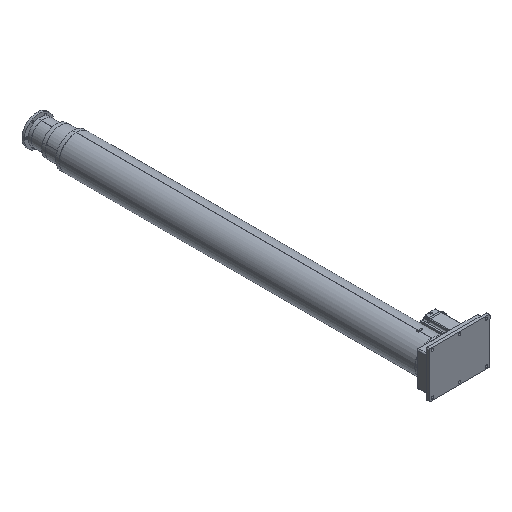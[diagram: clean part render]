
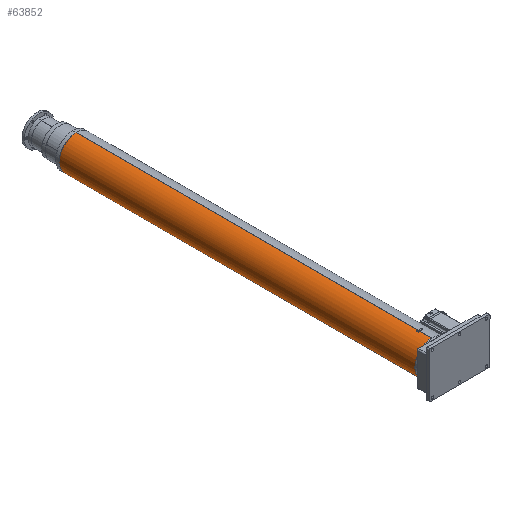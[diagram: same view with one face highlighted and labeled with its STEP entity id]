
A CAD part, isometric view. The second image highlights one B-rep face of the part: STEP entity #63852.
In plain terms, the highlighted cylindrical face has radius 73.5 mm (diameter 147 mm), a partial arc.
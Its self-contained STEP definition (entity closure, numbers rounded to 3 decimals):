
#381 = CARTESIAN_POINT ( 'NONE',  ( -73.502, 0., 1547. ) ) ;
#642 = CARTESIAN_POINT ( 'NONE',  ( -44.837, -58.444, 1547. ) ) ;
#840 = EDGE_CURVE ( 'NONE', #33286, #4596, #20220, .T. ) ;
#1785 = CARTESIAN_POINT ( 'NONE',  ( -73.5, 0., 0. ) ) ;
#4175 = DIRECTION ( 'NONE',  ( 0., 0., -1. ) ) ;
#4596 = VERTEX_POINT ( 'NONE', #1785 ) ;
#6245 = CARTESIAN_POINT ( 'NONE',  ( 66.069, -32.574, 1547. ) ) ;
#6589 = CARTESIAN_POINT ( 'NONE',  ( -73.031, -9.622, 1547. ) ) ;
#6752 = DIRECTION ( 'NONE',  ( 1., 0., 0. ) ) ;
#7572 = CARTESIAN_POINT ( 'NONE',  ( 73.5, 0., 1547. ) ) ;
#10790 = CARTESIAN_POINT ( 'NONE',  ( -55.378, -48.574, 1547. ) ) ;
#11136 = CARTESIAN_POINT ( 'NONE',  ( -69.751, -23.684, 1547. ) ) ;
#11484 = CARTESIAN_POINT ( 'NONE',  ( 19.059, -71.154, 1547. ) ) ;
#11758 = LINE ( 'NONE', #7572, #65673 ) ;
#11817 = CARTESIAN_POINT ( 'NONE',  ( -63.79, -36.837, 1547. ) ) ;
#12936 = VERTEX_POINT ( 'NONE', #24734 ) ;
#14286 = AXIS2_PLACEMENT_3D ( 'NONE', #54576, #59433, #6752 ) ;
#16023 = CARTESIAN_POINT ( 'NONE',  ( 55.378, -48.574, 1547. ) ) ;
#16093 = CYLINDRICAL_SURFACE ( 'NONE', #30075, 73.5 ) ;
#16420 = FACE_OUTER_BOUND ( 'NONE', #27053, .T. ) ;
#16676 = B_SPLINE_CURVE_WITH_KNOTS ( 'NONE', 3,
 ( #58948, #64530, #6589, #48135, #11136, #43942, #11817, #32425, #10790, #31349, #642, #47799, #53731, #27190, #59297, #21924, #32081, #43244, #64881, #11484, #37665, #38023, #33103, #32761, #17390, #16023, #54415, #54067, #6245, #21600, #21263, #27525, #49169, #38707 ),
 .UNSPECIFIED., .F., .F.,
 ( 4, 2, 2, 2, 2, 2, 2, 2, 2, 2, 2, 2, 2, 2, 2, 2, 4 ),
 ( 0.5, 0.531, 0.563, 0.594, 0.625, 0.656, 0.688, 0.719, 0.75, 0.781, 0.813, 0.844, 0.875, 0.906, 0.938, 0.969, 1. ),
 .UNSPECIFIED. ) ;
#17390 = CARTESIAN_POINT ( 'NONE',  ( 48.574, -55.378, 1547. ) ) ;
#20220 = LINE ( 'NONE', #62802, #52025 ) ;
#21263 = CARTESIAN_POINT ( 'NONE',  ( 71.154, -19.059, 1547. ) ) ;
#21600 = CARTESIAN_POINT ( 'NONE',  ( 69.751, -23.684, 1547. ) ) ;
#21924 = CARTESIAN_POINT ( 'NONE',  ( -9.622, -73.031, 1547. ) ) ;
#24734 = CARTESIAN_POINT ( 'NONE',  ( 73.502, 0., 1547. ) ) ;
#27053 = EDGE_LOOP ( 'NONE', ( #46949, #48707, #56278, #50981 ) ) ;
#27190 = CARTESIAN_POINT ( 'NONE',  ( -23.684, -69.751, 1547. ) ) ;
#27525 = CARTESIAN_POINT ( 'NONE',  ( 73.031, -9.622, 1547. ) ) ;
#28909 = EDGE_CURVE ( 'NONE', #33286, #12936, #16676, .T. ) ;
#30075 = AXIS2_PLACEMENT_3D ( 'NONE', #65296, #37074, #59019 ) ;
#31349 = CARTESIAN_POINT ( 'NONE',  ( -48.574, -55.378, 1547. ) ) ;
#32081 = CARTESIAN_POINT ( 'NONE',  ( -4.811, -73.505, 1547. ) ) ;
#32425 = CARTESIAN_POINT ( 'NONE',  ( -58.444, -44.837, 1547. ) ) ;
#32761 = CARTESIAN_POINT ( 'NONE',  ( 44.837, -58.444, 1547. ) ) ;
#33013 = EDGE_CURVE ( 'NONE', #4596, #42389, #47735, .T. ) ;
#33103 = CARTESIAN_POINT ( 'NONE',  ( 36.837, -63.79, 1547. ) ) ;
#33286 = VERTEX_POINT ( 'NONE', #381 ) ;
#37074 = DIRECTION ( 'NONE',  ( 0., 0., -1. ) ) ;
#37665 = CARTESIAN_POINT ( 'NONE',  ( 23.684, -69.751, 1547. ) ) ;
#38023 = CARTESIAN_POINT ( 'NONE',  ( 32.574, -66.069, 1547. ) ) ;
#38707 = CARTESIAN_POINT ( 'NONE',  ( 73.502, 0., 1547. ) ) ;
#42389 = VERTEX_POINT ( 'NONE', #66570 ) ;
#43244 = CARTESIAN_POINT ( 'NONE',  ( 4.811, -73.505, 1547. ) ) ;
#43942 = CARTESIAN_POINT ( 'NONE',  ( -66.069, -32.574, 1547. ) ) ;
#46949 = ORIENTED_EDGE ( 'NONE', *, *, #49292, .F. ) ;
#47735 = CIRCLE ( 'NONE', #14286, 73.5 ) ;
#47799 = CARTESIAN_POINT ( 'NONE',  ( -36.837, -63.79, 1547. ) ) ;
#48135 = CARTESIAN_POINT ( 'NONE',  ( -71.154, -19.059, 1547. ) ) ;
#48707 = ORIENTED_EDGE ( 'NONE', *, *, #28909, .F. ) ;
#49169 = CARTESIAN_POINT ( 'NONE',  ( 73.505, -4.811, 1547. ) ) ;
#49292 = EDGE_CURVE ( 'NONE', #12936, #42389, #11758, .T. ) ;
#50981 = ORIENTED_EDGE ( 'NONE', *, *, #33013, .T. ) ;
#52025 = VECTOR ( 'NONE', #4175, 1000. ) ;
#53731 = CARTESIAN_POINT ( 'NONE',  ( -32.574, -66.069, 1547. ) ) ;
#54067 = CARTESIAN_POINT ( 'NONE',  ( 63.79, -36.837, 1547. ) ) ;
#54415 = CARTESIAN_POINT ( 'NONE',  ( 58.444, -44.837, 1547. ) ) ;
#54576 = CARTESIAN_POINT ( 'NONE',  ( 0., 0., 0. ) ) ;
#56278 = ORIENTED_EDGE ( 'NONE', *, *, #840, .T. ) ;
#58948 = CARTESIAN_POINT ( 'NONE',  ( -73.502, 0., 1547. ) ) ;
#59019 = DIRECTION ( 'NONE',  ( -1., 0., 0. ) ) ;
#59297 = CARTESIAN_POINT ( 'NONE',  ( -19.059, -71.154, 1547. ) ) ;
#59433 = DIRECTION ( 'NONE',  ( 0., 0., 1. ) ) ;
#62802 = CARTESIAN_POINT ( 'NONE',  ( -73.5, 0., 1547. ) ) ;
#63852 = ADVANCED_FACE ( 'NONE', ( #16420 ), #16093, .T. ) ;
#64530 = CARTESIAN_POINT ( 'NONE',  ( -73.505, -4.811, 1547. ) ) ;
#64881 = CARTESIAN_POINT ( 'NONE',  ( 9.622, -73.031, 1547. ) ) ;
#65166 = DIRECTION ( 'NONE',  ( 0., 0., -1. ) ) ;
#65296 = CARTESIAN_POINT ( 'NONE',  ( 0., 0., 1547. ) ) ;
#65673 = VECTOR ( 'NONE', #65166, 1000. ) ;
#66570 = CARTESIAN_POINT ( 'NONE',  ( 73.5, 0., 0. ) ) ;
